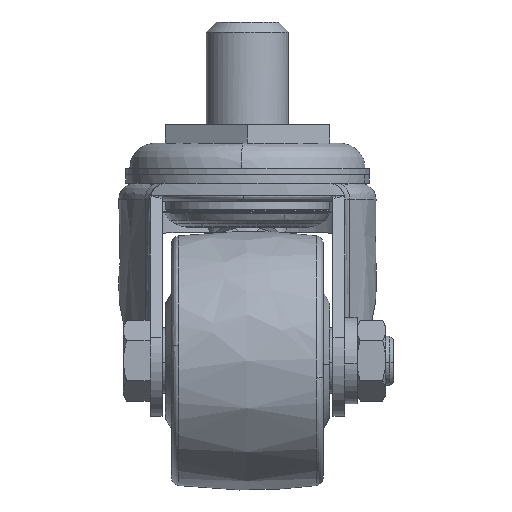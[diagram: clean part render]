
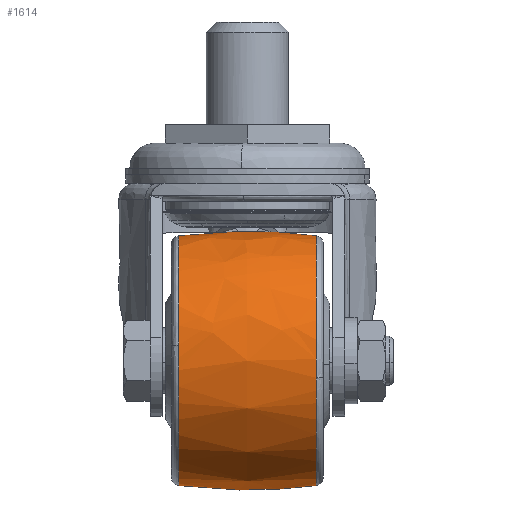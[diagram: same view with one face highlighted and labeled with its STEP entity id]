
A CAD part, left-side view. The second image highlights one B-rep face of the part: STEP entity #1614.
In plain terms, the highlighted free-form (B-spline) face has degree [2, 2] with [3, 7] control points.
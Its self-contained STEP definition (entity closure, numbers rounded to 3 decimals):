
#1126=CARTESIAN_POINT('',(-36.0,16.758,-83.415));
#1127=VERTEX_POINT('',#1126);
#1141=CARTESIAN_POINT('',(-66.175,16.758,-49.188));
#1142=VERTEX_POINT('',#1141);
#1143=CARTESIAN_POINT('',(-36.0,16.758,-83.415));
#1144=CARTESIAN_POINT('',(-66.415,16.758,-83.415));
#1145=CARTESIAN_POINT('',(-66.415,16.758,-53.));
#1146=CARTESIAN_POINT('',(-66.415,16.758,-51.087));
#1147=CARTESIAN_POINT('',(-66.175,16.758,-49.188));
#1155=(BOUNDED_CURVE()B_SPLINE_CURVE(2,(#1143,#1144,#1145,#1146,#1147),.UNSPECIFIED.,.F.,.U.)B_SPLINE_CURVE_WITH_KNOTS((3,2,3),(0.5,0.75,0.772),.UNSPECIFIED.)CURVE()GEOMETRIC_REPRESENTATION_ITEM()RATIONAL_B_SPLINE_CURVE((1.0,0.707,1.0,0.975,0.954))REPRESENTATION_ITEM(''));
#1156=EDGE_CURVE('',#1127,#1142,#1155,.T.);
#1218=CARTESIAN_POINT('',(-36.0,16.758,-22.585));
#1219=VERTEX_POINT('',#1218);
#1239=CARTESIAN_POINT('',(-66.175,16.758,-49.188));
#1240=CARTESIAN_POINT('',(-62.814,16.758,-22.585));
#1241=CARTESIAN_POINT('',(-36.0,16.758,-22.585));
#1249=(BOUNDED_CURVE()B_SPLINE_CURVE(2,(#1239,#1240,#1241),.UNSPECIFIED.,.F.,.U.)B_SPLINE_CURVE_WITH_KNOTS((3,3),(0.772,1.0),.UNSPECIFIED.)CURVE()GEOMETRIC_REPRESENTATION_ITEM()RATIONAL_B_SPLINE_CURVE((0.954,0.733,1.0))REPRESENTATION_ITEM(''));
#1250=EDGE_CURVE('',#1142,#1219,#1249,.T.);
#1484=CARTESIAN_POINT('',(-36.0,-16.758,-22.585));
#1485=VERTEX_POINT('',#1484);
#1486=CARTESIAN_POINT('',(-36.0,16.758,-22.585));
#1487=CARTESIAN_POINT('',(-36.0,0.,-20.407));
#1488=CARTESIAN_POINT('',(-36.0,-16.758,-22.585));
#1496=(BOUNDED_CURVE()B_SPLINE_CURVE(2,(#1486,#1487,#1488),.UNSPECIFIED.,.F.,.U.)B_SPLINE_CURVE_WITH_KNOTS((3,3),(0.413,0.587),.UNSPECIFIED.)CURVE()GEOMETRIC_REPRESENTATION_ITEM()RATIONAL_B_SPLINE_CURVE((0.883,0.875,0.883))REPRESENTATION_ITEM(''));
#1497=EDGE_CURVE('',#1219,#1485,#1496,.T.);
#1514=CARTESIAN_POINT('',(-36.0,-16.758,-83.415));
#1515=VERTEX_POINT('',#1514);
#1531=CARTESIAN_POINT('',(-36.,16.758,-83.415));
#1532=CARTESIAN_POINT('',(-36.0,0.,-85.594));
#1533=CARTESIAN_POINT('',(-36.,-16.758,-83.415));
#1541=(BOUNDED_CURVE()B_SPLINE_CURVE(2,(#1531,#1532,#1533),.UNSPECIFIED.,.F.,.U.)B_SPLINE_CURVE_WITH_KNOTS((3,3),(0.413,0.587),.UNSPECIFIED.)CURVE()GEOMETRIC_REPRESENTATION_ITEM()RATIONAL_B_SPLINE_CURVE((0.883,0.875,0.883))REPRESENTATION_ITEM(''));
#1542=EDGE_CURVE('',#1127,#1515,#1541,.T.);
#1549=CARTESIAN_POINT('',(-35.156,18.416,-83.189));
#1550=CARTESIAN_POINT('',(-35.082,0.,-85.824));
#1551=CARTESIAN_POINT('',(-35.156,-18.416,-83.189));
#1552=CARTESIAN_POINT('',(-35.576,18.416,-83.189));
#1553=CARTESIAN_POINT('',(-35.539,0.,-85.824));
#1554=CARTESIAN_POINT('',(-35.576,-18.416,-83.189));
#1555=CARTESIAN_POINT('',(-66.189,18.416,-83.189));
#1556=CARTESIAN_POINT('',(-68.824,0.,-85.824));
#1557=CARTESIAN_POINT('',(-66.189,-18.416,-83.189));
#1558=CARTESIAN_POINT('',(-66.189,18.416,-53.));
#1559=CARTESIAN_POINT('',(-68.824,0.,-53.));
#1560=CARTESIAN_POINT('',(-66.189,-18.416,-53.));
#1561=CARTESIAN_POINT('',(-66.189,18.416,-22.812));
#1562=CARTESIAN_POINT('',(-68.824,0.,-20.176));
#1563=CARTESIAN_POINT('',(-66.189,-18.416,-22.812));
#1564=CARTESIAN_POINT('',(-35.576,18.416,-22.812));
#1565=CARTESIAN_POINT('',(-35.539,0.,-20.176));
#1566=CARTESIAN_POINT('',(-35.576,-18.416,-22.812));
#1567=CARTESIAN_POINT('',(-35.156,18.416,-22.812));
#1568=CARTESIAN_POINT('',(-35.082,0.,-20.176));
#1569=CARTESIAN_POINT('',(-35.156,-18.416,-22.812));
#1577=(BOUNDED_SURFACE()B_SPLINE_SURFACE(2,2,((#1549,#1552,#1555,#1558,#1561,#1564,#1567),(#1550,#1553,#1556,#1559,#1562,#1565,#1568),(#1551,#1554,#1557,#1560,#1563,#1566,#1569)),.UNSPECIFIED.,.F.,.F.,.U.)B_SPLINE_SURFACE_WITH_KNOTS((3,3),(3,1,2,1,3),(0.0,37.018),(0.0,1.044,53.234,105.424,106.468),.UNSPECIFIED.)GEOMETRIC_REPRESENTATION_ITEM()RATIONAL_B_SPLINE_SURFACE(((0.894,0.888,0.625,0.883,0.625,0.888,0.894),(0.885,0.88,0.618,0.874,0.618,0.88,0.885),(0.894,0.888,0.625,0.883,0.625,0.888,0.894)))REPRESENTATION_ITEM('')SURFACE());
#1578=ORIENTED_EDGE('',*,*,#1497,.F.);
#1579=ORIENTED_EDGE('',*,*,#1250,.F.);
#1580=ORIENTED_EDGE('',*,*,#1156,.F.);
#1581=ORIENTED_EDGE('',*,*,#1542,.T.);
#1582=CARTESIAN_POINT('',(-66.125,-16.758,-57.191));
#1583=VERTEX_POINT('',#1582);
#1584=CARTESIAN_POINT('',(-36.0,-16.758,-83.415));
#1585=CARTESIAN_POINT('',(-62.477,-16.758,-83.415));
#1586=CARTESIAN_POINT('',(-66.125,-16.758,-57.191));
#1594=(BOUNDED_CURVE()B_SPLINE_CURVE(2,(#1584,#1585,#1586),.UNSPECIFIED.,.F.,.U.)B_SPLINE_CURVE_WITH_KNOTS((3,3),(0.5,0.726),.UNSPECIFIED.)CURVE()GEOMETRIC_REPRESENTATION_ITEM()RATIONAL_B_SPLINE_CURVE((1.0,0.735,0.95))REPRESENTATION_ITEM(''));
#1595=EDGE_CURVE('',#1515,#1583,#1594,.T.);
#1596=ORIENTED_EDGE('',*,*,#1595,.T.);
#1597=CARTESIAN_POINT('',(-66.125,-16.758,-57.191));
#1598=CARTESIAN_POINT('',(-66.415,-16.758,-55.106));
#1599=CARTESIAN_POINT('',(-66.415,-16.758,-53.));
#1600=CARTESIAN_POINT('',(-66.415,-16.758,-22.585));
#1601=CARTESIAN_POINT('',(-36.0,-16.758,-22.585));
#1609=(BOUNDED_CURVE()B_SPLINE_CURVE(2,(#1597,#1598,#1599,#1600,#1601),.UNSPECIFIED.,.F.,.U.)B_SPLINE_CURVE_WITH_KNOTS((3,2,3),(0.726,0.75,1.0),.UNSPECIFIED.)CURVE()GEOMETRIC_REPRESENTATION_ITEM()RATIONAL_B_SPLINE_CURVE((0.95,0.972,1.0,0.707,1.0))REPRESENTATION_ITEM(''));
#1610=EDGE_CURVE('',#1583,#1485,#1609,.T.);
#1611=ORIENTED_EDGE('',*,*,#1610,.T.);
#1612=EDGE_LOOP('',(#1578,#1579,#1580,#1581,#1596,#1611));
#1613=FACE_OUTER_BOUND('',#1612,.T.);
#1614=ADVANCED_FACE('',(#1613),#1577,.T.);
